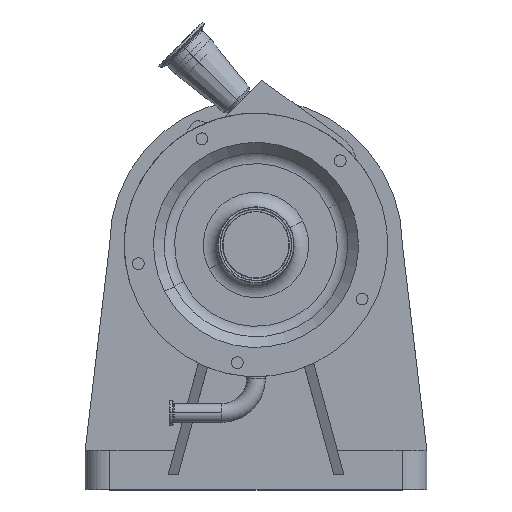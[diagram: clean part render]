
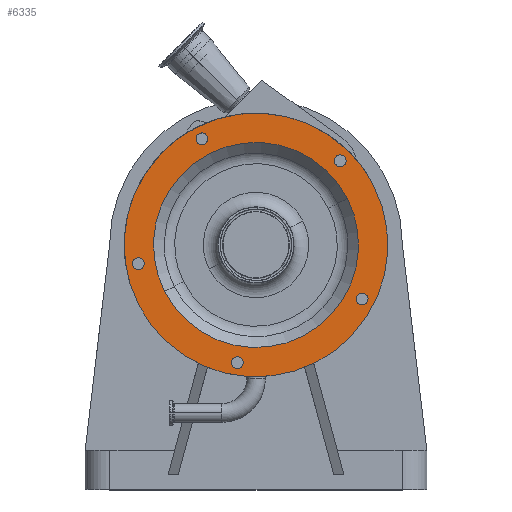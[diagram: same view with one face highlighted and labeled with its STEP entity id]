
A CAD part, top view. The second image highlights one B-rep face of the part: STEP entity #6335.
In plain terms, the highlighted planar face has unit normal (0, 0, 1).
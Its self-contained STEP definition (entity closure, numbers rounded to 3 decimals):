
#971 = CIRCLE ( 'NONE', #1051, 6. ) ;
#1032 = AXIS2_PLACEMENT_3D ( 'NONE', #1121, #1170, #1172 ) ;
#1033 = CIRCLE ( 'NONE', #1032, 6. ) ;
#1051 = AXIS2_PLACEMENT_3D ( 'NONE', #1178, #1148, #1147 ) ;
#1058 = CARTESIAN_POINT ( 'NONE',  ( -93.556, -47.669, 284. ) ) ;
#1121 = CARTESIAN_POINT ( 'NONE',  ( 86.267, 86.267, 284. ) ) ;
#1147 = DIRECTION ( 'NONE',  ( -0.988, 0.156, 0. ) ) ;
#1148 = DIRECTION ( 'NONE',  ( 0., 0., 1. ) ) ;
#1170 = DIRECTION ( 'NONE',  ( 0., 0., 1. ) ) ;
#1172 = DIRECTION ( 'NONE',  ( 0.707, -0.707, 0. ) ) ;
#1178 = CARTESIAN_POINT ( 'NONE',  ( -19.085, -120.498, 284. ) ) ;
#1229 = CARTESIAN_POINT ( 'NONE',  ( 93.556, 47.669, 284. ) ) ;
#1238 = DIRECTION ( 'NONE',  ( 0.891, 0.454, 0. ) ) ;
#1239 = FACE_BOUND ( 'NONE', #6115, .T. ) ;
#1240 = FACE_BOUND ( 'NONE', #6316, .T. ) ;
#1242 = DIRECTION ( 'NONE',  ( 0., 0., 1. ) ) ;
#1243 = DIRECTION ( 'NONE',  ( -0.988, 0.156, 0. ) ) ;
#1246 = AXIS2_PLACEMENT_3D ( 'NONE', #1482, #1655, #1654 ) ;
#1247 = FACE_BOUND ( 'NONE', #6330, .T. ) ;
#1248 = DIRECTION ( 'NONE',  ( 0., 0., 1. ) ) ;
#1249 = DIRECTION ( 'NONE',  ( 0.707, -0.707, 0. ) ) ;
#1253 = FACE_BOUND ( 'NONE', #6354, .T. ) ;
#1255 = CIRCLE ( 'NONE', #1246, 105. ) ;
#1482 = CARTESIAN_POINT ( 'NONE',  ( 0., 0., 284. ) ) ;
#1547 = CARTESIAN_POINT ( 'NONE',  ( -55.387, 108.703, 284. ) ) ;
#1548 = AXIS2_PLACEMENT_3D ( 'NONE', #1547, #1242, #1238 ) ;
#1588 = CARTESIAN_POINT ( 'NONE',  ( 105.979, -60.733, 284. ) ) ;
#1654 = DIRECTION ( 'NONE',  ( 0.891, 0.454, 0. ) ) ;
#1655 = DIRECTION ( 'NONE',  ( 0., 0., 1. ) ) ;
#1760 = CIRCLE ( 'NONE', #1548, 6. ) ;
#1773 = CARTESIAN_POINT ( 'NONE',  ( -50.041, 111.427, 284. ) ) ;
#1786 = DIRECTION ( 'NONE',  ( 0.891, 0.454, 0. ) ) ;
#1787 = DIRECTION ( 'NONE',  ( 0., 0., 1. ) ) ;
#1788 = CARTESIAN_POINT ( 'NONE',  ( 0., 0., 284. ) ) ;
#1789 = AXIS2_PLACEMENT_3D ( 'NONE', #1788, #1787, #1786 ) ;
#1790 = CIRCLE ( 'NONE', #1789, 105. ) ;
#1800 = DIRECTION ( 'NONE',  ( 0.891, 0.454, 0. ) ) ;
#1801 = DIRECTION ( 'NONE',  ( 0., 0., 1. ) ) ;
#1802 = CARTESIAN_POINT ( 'NONE',  ( -55.387, 108.703, 284. ) ) ;
#1804 = CIRCLE ( 'NONE', #1851, 6. ) ;
#1816 = DIRECTION ( 'NONE',  ( 0., 0., 1. ) ) ;
#1817 = AXIS2_PLACEMENT_3D ( 'NONE', #1834, #1816, #1243 ) ;
#1820 = CARTESIAN_POINT ( 'NONE',  ( -60.733, 105.979, 284. ) ) ;
#1832 = CIRCLE ( 'NONE', #2038, 6. ) ;
#1834 = CARTESIAN_POINT ( 'NONE',  ( -19.085, -120.498, 284. ) ) ;
#1835 = CIRCLE ( 'NONE', #1817, 6. ) ;
#1851 = AXIS2_PLACEMENT_3D ( 'NONE', #1802, #1801, #1800 ) ;
#1869 = FACE_OUTER_BOUND ( 'NONE', #6326, .T. ) ;
#1986 = DIRECTION ( 'NONE',  ( -0.454, -0.891, 0. ) ) ;
#1995 = FACE_BOUND ( 'NONE', #6317, .T. ) ;
#2007 = DIRECTION ( 'NONE',  ( 0., 0., 1. ) ) ;
#2009 = CARTESIAN_POINT ( 'NONE',  ( 108.703, -55.387, 284. ) ) ;
#2038 = AXIS2_PLACEMENT_3D ( 'NONE', #2009, #2007, #1986 ) ;
#2051 = FACE_BOUND ( 'NONE', #6320, .T. ) ;
#2114 = DIRECTION ( 'NONE',  ( -0.156, 0.988, 0. ) ) ;
#2181 = CARTESIAN_POINT ( 'NONE',  ( -25.011, -119.559, 284. ) ) ;
#2205 = AXIS2_PLACEMENT_3D ( 'NONE', #2239, #2237, #2267 ) ;
#2220 = CIRCLE ( 'NONE', #2205, 6. ) ;
#2222 = CARTESIAN_POINT ( 'NONE',  ( 120.286, 61.289, 284. ) ) ;
#2231 = CARTESIAN_POINT ( 'NONE',  ( 90.51, 82.024, 284. ) ) ;
#2234 = CARTESIAN_POINT ( 'NONE',  ( -121.437, -13.159, 284. ) ) ;
#2237 = DIRECTION ( 'NONE',  ( 0., 0., 1. ) ) ;
#2239 = CARTESIAN_POINT ( 'NONE',  ( 108.703, -55.387, 284. ) ) ;
#2262 = AXIS2_PLACEMENT_3D ( 'NONE', #2265, #2263, #2281 ) ;
#2263 = DIRECTION ( 'NONE',  ( 0., 0., 1. ) ) ;
#2265 = CARTESIAN_POINT ( 'NONE',  ( 0., 0., 284. ) ) ;
#2267 = DIRECTION ( 'NONE',  ( -0.454, -0.891, 0. ) ) ;
#2268 = CIRCLE ( 'NONE', #2262, 135. ) ;
#2278 = AXIS2_PLACEMENT_3D ( 'NONE', #2293, #2292, #2114 ) ;
#2281 = DIRECTION ( 'NONE',  ( 0.891, 0.454, 0. ) ) ;
#2292 = DIRECTION ( 'NONE',  ( 0., 0., 1. ) ) ;
#2293 = CARTESIAN_POINT ( 'NONE',  ( -120.498, -19.085, 284. ) ) ;
#2294 = CIRCLE ( 'NONE', #2278, 6. ) ;
#2301 = CARTESIAN_POINT ( 'NONE',  ( 111.427, -50.041, 284. ) ) ;
#2323 = DIRECTION ( 'NONE',  ( 0., 0., -1. ) ) ;
#2324 = CIRCLE ( 'NONE', #2334, 6. ) ;
#2325 = CARTESIAN_POINT ( 'NONE',  ( 86.267, 86.267, 284. ) ) ;
#2331 = CARTESIAN_POINT ( 'NONE',  ( -17.706, 34.749, 284. ) ) ;
#2332 = PLANE ( 'NONE',  #2333 ) ;
#2333 = AXIS2_PLACEMENT_3D ( 'NONE', #2331, #2323, #2337 ) ;
#2334 = AXIS2_PLACEMENT_3D ( 'NONE', #2325, #1248, #1249 ) ;
#2337 = DIRECTION ( 'NONE',  ( -0.891, -0.454, 0. ) ) ;
#2349 = CARTESIAN_POINT ( 'NONE',  ( -13.159, -121.437, 284. ) ) ;
#2365 = CARTESIAN_POINT ( 'NONE',  ( -120.286, -61.289, 284. ) ) ;
#2395 = DIRECTION ( 'NONE',  ( 0., 0., 1. ) ) ;
#2396 = CIRCLE ( 'NONE', #2409, 6. ) ;
#2408 = CARTESIAN_POINT ( 'NONE',  ( -120.498, -19.085, 284. ) ) ;
#2409 = AXIS2_PLACEMENT_3D ( 'NONE', #2408, #2395, #2417 ) ;
#2417 = DIRECTION ( 'NONE',  ( -0.156, 0.988, 0. ) ) ;
#2521 = CARTESIAN_POINT ( 'NONE',  ( 82.024, 90.51, 284. ) ) ;
#2635 = CARTESIAN_POINT ( 'NONE',  ( 0., 0., 284. ) ) ;
#2659 = DIRECTION ( 'NONE',  ( 0.891, 0.454, 0. ) ) ;
#2660 = DIRECTION ( 'NONE',  ( 0., 0., 1. ) ) ;
#2676 = AXIS2_PLACEMENT_3D ( 'NONE', #2635, #2660, #2659 ) ;
#2692 = CARTESIAN_POINT ( 'NONE',  ( -119.559, -25.011, 284. ) ) ;
#2693 = CIRCLE ( 'NONE', #2676, 135. ) ;
#5470 = VERTEX_POINT ( 'NONE', #1058 ) ;
#5532 = VERTEX_POINT ( 'NONE', #1229 ) ;
#5544 = EDGE_CURVE ( 'NONE', #5470, #5532, #1790, .T. ) ;
#5549 = VERTEX_POINT ( 'NONE', #1773 ) ;
#5560 = EDGE_CURVE ( 'NONE', #5562, #5549, #1804, .T. ) ;
#5562 = VERTEX_POINT ( 'NONE', #1820 ) ;
#5569 = VERTEX_POINT ( 'NONE', #1588 ) ;
#5571 = EDGE_CURVE ( 'NONE', #5632, #5596, #971, .T. ) ;
#5576 = EDGE_CURVE ( 'NONE', #5659, #5588, #1033, .T. ) ;
#5587 = VERTEX_POINT ( 'NONE', #2234 ) ;
#5588 = VERTEX_POINT ( 'NONE', #2231 ) ;
#5593 = EDGE_CURVE ( 'NONE', #5608, #5569, #2220, .T. ) ;
#5596 = VERTEX_POINT ( 'NONE', #2181 ) ;
#5608 = VERTEX_POINT ( 'NONE', #2301 ) ;
#5616 = VERTEX_POINT ( 'NONE', #2365 ) ;
#5632 = VERTEX_POINT ( 'NONE', #2349 ) ;
#5647 = EDGE_CURVE ( 'NONE', #5661, #5587, #2396, .T. ) ;
#5659 = VERTEX_POINT ( 'NONE', #2521 ) ;
#5661 = VERTEX_POINT ( 'NONE', #2692 ) ;
#5664 = EDGE_CURVE ( 'NONE', #5688, #5616, #2693, .T. ) ;
#5688 = VERTEX_POINT ( 'NONE', #2222 ) ;
#6115 = EDGE_LOOP ( 'NONE', ( #6332, #6338 ) ) ;
#6287 = EDGE_CURVE ( 'NONE', #5616, #5688, #2268, .T. ) ;
#6305 = EDGE_CURVE ( 'NONE', #5596, #5632, #1835, .T. ) ;
#6306 = EDGE_CURVE ( 'NONE', #5549, #5562, #1760, .T. ) ;
#6308 = ORIENTED_EDGE ( 'NONE', *, *, #6305, .F. ) ;
#6311 = ORIENTED_EDGE ( 'NONE', *, *, #6343, .F. ) ;
#6312 = ORIENTED_EDGE ( 'NONE', *, *, #5560, .F. ) ;
#6313 = ORIENTED_EDGE ( 'NONE', *, *, #6306, .F. ) ;
#6314 = ORIENTED_EDGE ( 'NONE', *, *, #6287, .T. ) ;
#6315 = ORIENTED_EDGE ( 'NONE', *, *, #6337, .F. ) ;
#6316 = EDGE_LOOP ( 'NONE', ( #6308, #6344 ) ) ;
#6317 = EDGE_LOOP ( 'NONE', ( #6313, #6312 ) ) ;
#6320 = EDGE_LOOP ( 'NONE', ( #6364, #6353 ) ) ;
#6321 = ORIENTED_EDGE ( 'NONE', *, *, #5593, .F. ) ;
#6326 = EDGE_LOOP ( 'NONE', ( #6365, #6314 ) ) ;
#6330 = EDGE_LOOP ( 'NONE', ( #6311, #6321 ) ) ;
#6331 = EDGE_CURVE ( 'NONE', #5588, #5659, #2324, .T. ) ;
#6332 = ORIENTED_EDGE ( 'NONE', *, *, #6331, .F. ) ;
#6335 = ADVANCED_FACE ( 'NONE', ( #1239, #1247, #1240, #2051, #1995, #1869, #1253 ), #2332, .F. ) ;
#6337 = EDGE_CURVE ( 'NONE', #5532, #5470, #1255, .T. ) ;
#6338 = ORIENTED_EDGE ( 'NONE', *, *, #5576, .F. ) ;
#6341 = EDGE_CURVE ( 'NONE', #5587, #5661, #2294, .T. ) ;
#6342 = ORIENTED_EDGE ( 'NONE', *, *, #5544, .F. ) ;
#6343 = EDGE_CURVE ( 'NONE', #5569, #5608, #1832, .T. ) ;
#6344 = ORIENTED_EDGE ( 'NONE', *, *, #5571, .F. ) ;
#6353 = ORIENTED_EDGE ( 'NONE', *, *, #5647, .F. ) ;
#6354 = EDGE_LOOP ( 'NONE', ( #6315, #6342 ) ) ;
#6364 = ORIENTED_EDGE ( 'NONE', *, *, #6341, .F. ) ;
#6365 = ORIENTED_EDGE ( 'NONE', *, *, #5664, .T. ) ;
